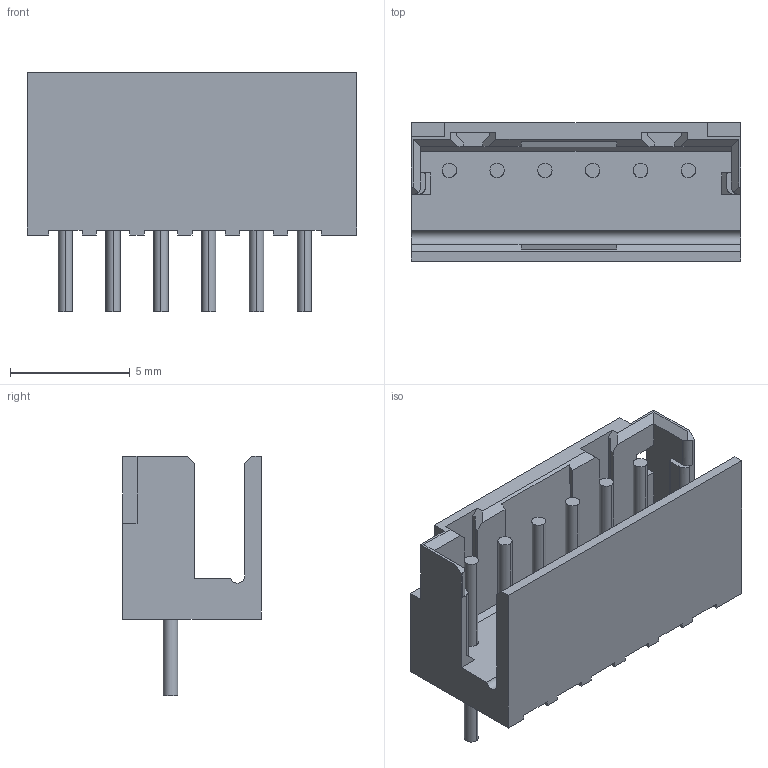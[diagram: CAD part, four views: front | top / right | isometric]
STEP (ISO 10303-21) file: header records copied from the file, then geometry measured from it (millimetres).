
FILE_DESCRIPTION((''),'2;1');
FILE_NAME('C-292132-6','2016-06-21T',('workeradm'),('Tyco Electronics Ltd.'),'CREO PARAMETRIC BY PTC INC, 2016050','CREO PARAMETRIC BY PTC INC, 2016050','');
FILE_SCHEMA(('AUTOMOTIVE_DESIGN { 1 0 10303 214 1 1 1 1 }'));
Length unit declared in the file: millimetre
Products named in the file (1): C-292132-6
Bounding box: 13.8 x 5.8 x 10 mm (x, y, z)
Volume: 252 mm3; surface area: 671.1 mm2
Topology: 1 solids, 1 shells, 133 faces, 365 edges, 242 vertices
Faces by surface type: plane 102, cylinder 31
Entity records: 4254 total; most frequent: CARTESIAN_POINT 777, ORIENTED_EDGE 730, DIRECTION 679, EDGE_CURVE 365, VECTOR 301, LINE 301, VERTEX_POINT 242, AXIS2_PLACEMENT_3D 189
